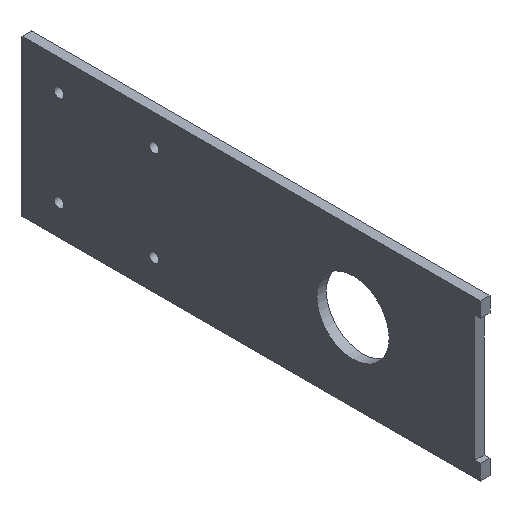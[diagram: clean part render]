
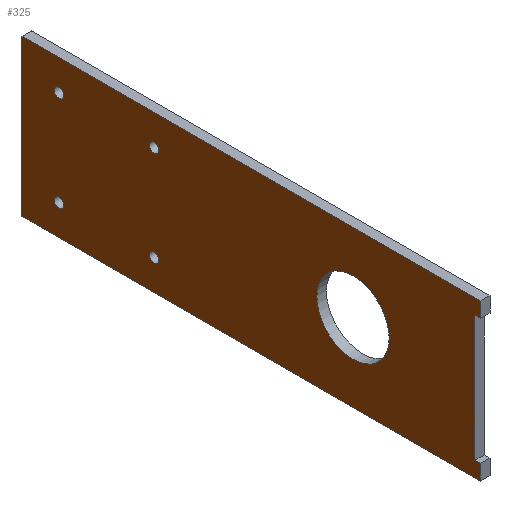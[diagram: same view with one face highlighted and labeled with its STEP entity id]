
A CAD part, isometric view. The second image highlights one B-rep face of the part: STEP entity #325.
In plain terms, the highlighted planar face has unit normal (-1, 0, 0).
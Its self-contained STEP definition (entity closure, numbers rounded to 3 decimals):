
#20=FACE_BOUND('',#70,.T.);
#21=FACE_BOUND('',#71,.T.);
#22=FACE_BOUND('',#72,.T.);
#23=FACE_BOUND('',#73,.T.);
#24=FACE_BOUND('',#74,.T.);
#34=PLANE('',#374);
#49=FACE_OUTER_BOUND('',#69,.T.);
#69=EDGE_LOOP('',(#293,#294,#295,#296,#297,#298,#299,#300));
#70=EDGE_LOOP('',(#301));
#71=EDGE_LOOP('',(#302));
#72=EDGE_LOOP('',(#303));
#73=EDGE_LOOP('',(#304));
#74=EDGE_LOOP('',(#305));
#80=LINE('',#506,#109);
#84=LINE('',#514,#113);
#87=LINE('',#520,#116);
#95=LINE('',#536,#124);
#97=LINE('',#541,#126);
#100=LINE('',#545,#129);
#102=LINE('',#549,#131);
#103=LINE('',#551,#132);
#109=VECTOR('',#422,10.);
#113=VECTOR('',#428,10.);
#116=VECTOR('',#433,10.);
#124=VECTOR('',#445,10.);
#126=VECTOR('',#449,10.);
#129=VECTOR('',#454,10.);
#131=VECTOR('',#458,10.);
#132=VECTOR('',#461,10.);
#135=CIRCLE('',#349,2.5);
#138=CIRCLE('',#353,2.5);
#141=CIRCLE('',#357,2.5);
#144=CIRCLE('',#361,2.5);
#145=CIRCLE('',#363,19.);
#149=VERTEX_POINT('',#470);
#152=VERTEX_POINT('',#478);
#155=VERTEX_POINT('',#486);
#158=VERTEX_POINT('',#494);
#159=VERTEX_POINT('',#498);
#161=VERTEX_POINT('',#504);
#162=VERTEX_POINT('',#505);
#165=VERTEX_POINT('',#513);
#167=VERTEX_POINT('',#519);
#173=VERTEX_POINT('',#535);
#174=VERTEX_POINT('',#539);
#175=VERTEX_POINT('',#540);
#176=VERTEX_POINT('',#547);
#180=EDGE_CURVE('',#149,#149,#135,.T.);
#184=EDGE_CURVE('',#152,#152,#138,.T.);
#188=EDGE_CURVE('',#155,#155,#141,.T.);
#192=EDGE_CURVE('',#158,#158,#144,.T.);
#193=EDGE_CURVE('',#159,#159,#145,.T.);
#196=EDGE_CURVE('',#161,#162,#80,.T.);
#200=EDGE_CURVE('',#165,#161,#84,.T.);
#203=EDGE_CURVE('',#167,#165,#87,.T.);
#211=EDGE_CURVE('',#167,#173,#95,.T.);
#213=EDGE_CURVE('',#174,#175,#97,.T.);
#216=EDGE_CURVE('',#173,#174,#100,.T.);
#218=EDGE_CURVE('',#176,#162,#102,.T.);
#219=EDGE_CURVE('',#175,#176,#103,.T.);
#293=ORIENTED_EDGE('',*,*,#196,.T.);
#294=ORIENTED_EDGE('',*,*,#218,.F.);
#295=ORIENTED_EDGE('',*,*,#219,.F.);
#296=ORIENTED_EDGE('',*,*,#213,.F.);
#297=ORIENTED_EDGE('',*,*,#216,.F.);
#298=ORIENTED_EDGE('',*,*,#211,.F.);
#299=ORIENTED_EDGE('',*,*,#203,.T.);
#300=ORIENTED_EDGE('',*,*,#200,.T.);
#301=ORIENTED_EDGE('',*,*,#180,.T.);
#302=ORIENTED_EDGE('',*,*,#184,.T.);
#303=ORIENTED_EDGE('',*,*,#188,.T.);
#304=ORIENTED_EDGE('',*,*,#192,.T.);
#305=ORIENTED_EDGE('',*,*,#193,.T.);
#325=ADVANCED_FACE('',(#49,#20,#21,#22,#23,#24),#34,.F.);
#349=AXIS2_PLACEMENT_3D('',#472,#384,#385);
#353=AXIS2_PLACEMENT_3D('',#480,#393,#394);
#357=AXIS2_PLACEMENT_3D('',#488,#402,#403);
#361=AXIS2_PLACEMENT_3D('',#496,#411,#412);
#363=AXIS2_PLACEMENT_3D('',#499,#415,#416);
#374=AXIS2_PLACEMENT_3D('',#552,#462,#463);
#384=DIRECTION('center_axis',(1.,0.,0.));
#385=DIRECTION('ref_axis',(0.,0.,-1.));
#393=DIRECTION('center_axis',(1.,0.,0.));
#394=DIRECTION('ref_axis',(0.,0.,-1.));
#402=DIRECTION('center_axis',(1.,0.,0.));
#403=DIRECTION('ref_axis',(0.,0.,-1.));
#411=DIRECTION('center_axis',(1.,0.,0.));
#412=DIRECTION('ref_axis',(0.,0.,-1.));
#415=DIRECTION('center_axis',(1.,0.,0.));
#416=DIRECTION('ref_axis',(0.,-1.,0.));
#422=DIRECTION('',(0.,-1.,0.));
#428=DIRECTION('',(0.,0.,1.));
#433=DIRECTION('',(0.,1.,0.));
#445=DIRECTION('',(0.,0.,-1.));
#449=DIRECTION('',(0.,0.,1.));
#454=DIRECTION('',(0.,1.,0.));
#458=DIRECTION('',(0.,0.,-1.));
#461=DIRECTION('',(0.,-1.,0.));
#462=DIRECTION('center_axis',(1.,0.,0.));
#463=DIRECTION('ref_axis',(0.,0.,-1.));
#470=CARTESIAN_POINT('',(0.,58.898,18.4));
#472=CARTESIAN_POINT('Origin',(0.,58.898,15.9));
#478=CARTESIAN_POINT('',(0.,108.898,68.4));
#480=CARTESIAN_POINT('Origin',(0.,108.898,65.9));
#486=CARTESIAN_POINT('',(0.,58.898,68.4));
#488=CARTESIAN_POINT('Origin',(0.,58.898,65.9));
#494=CARTESIAN_POINT('',(0.,108.898,18.4));
#496=CARTESIAN_POINT('Origin',(0.,108.898,15.9));
#498=CARTESIAN_POINT('',(0.,-26.602,40.9));
#499=CARTESIAN_POINT('Origin',(0.,-45.602,40.9));
#504=CARTESIAN_POINT('',(0.,-109.602,73.9));
#505=CARTESIAN_POINT('',(0.,-112.602,73.9));
#506=CARTESIAN_POINT('',(0.,-50.852,73.9));
#513=CARTESIAN_POINT('',(0.,-109.602,7.9));
#514=CARTESIAN_POINT('',(0.,-109.602,24.4));
#519=CARTESIAN_POINT('',(0.,-112.602,7.9));
#520=CARTESIAN_POINT('',(0.,-52.352,7.9));
#535=CARTESIAN_POINT('',(0.,-112.602,-0.1));
#536=CARTESIAN_POINT('',(0.,-112.602,81.9));
#539=CARTESIAN_POINT('',(0.,128.398,-0.1));
#540=CARTESIAN_POINT('',(0.,128.398,81.9));
#541=CARTESIAN_POINT('',(0.,128.398,-0.1));
#545=CARTESIAN_POINT('',(0.,-112.602,-0.1));
#547=CARTESIAN_POINT('',(0.,-112.602,81.9));
#549=CARTESIAN_POINT('',(0.,-112.602,81.9));
#551=CARTESIAN_POINT('',(0.,128.398,81.9));
#552=CARTESIAN_POINT('Origin',(0.,7.898,40.9));
